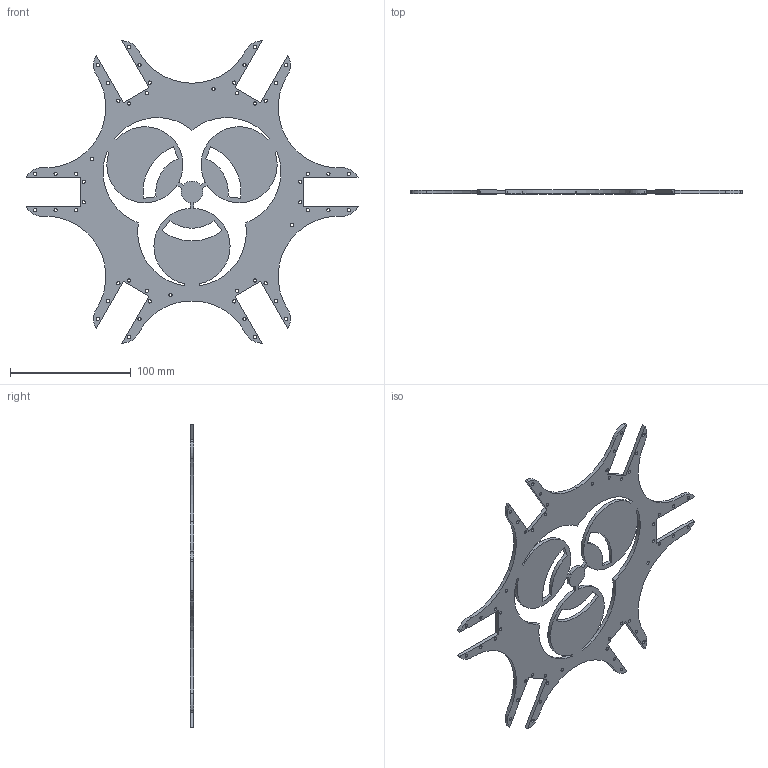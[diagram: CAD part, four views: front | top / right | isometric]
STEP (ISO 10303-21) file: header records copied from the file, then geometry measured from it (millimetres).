
FILE_DESCRIPTION( ( '' ), ' ' );
FILE_NAME( '5a7866c6110e670fe0cf4c8c.step', '2018-02-05T14:14:32', ( '' ), ( '' ), ' ', ' ', ' ' );
FILE_SCHEMA( ( 'AUTOMOTIVE_DESIGN { 1 0 10303 214 1 1 1 1 }' ) );
Length unit declared in the file: metre
Products named in the file (1): Base - Hex -upper 
Bounding box: 274.59 x 3 x 250 mm (x, y, z)
Volume: 75436.8 mm3; surface area: 60461 mm2
Topology: 1 solids, 1 shells, 151 faces, 447 edges, 298 vertices
Faces by surface type: cylinder 113, plane 38
Full cylindrical faces by diameter (mm): 2.7 x52
Entity records: 6363 total; most frequent: DIRECTION 925, CARTESIAN_POINT 845, ORIENTED_EDGE 790, EDGE_CURVE 395, AXIS2_PLACEMENT_3D 378, EDGE_LOOP 319, VERTEX_POINT 298, CIRCLE 226
